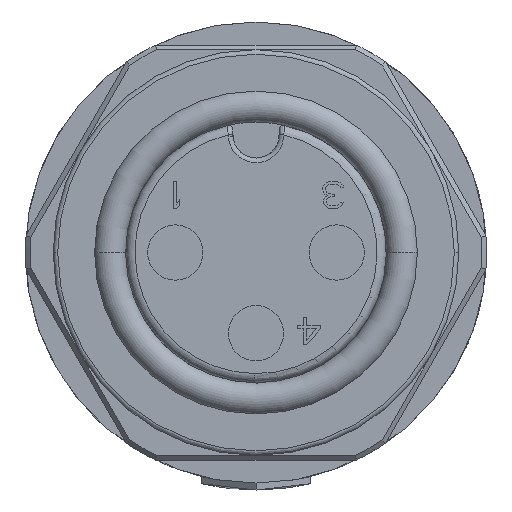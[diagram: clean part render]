
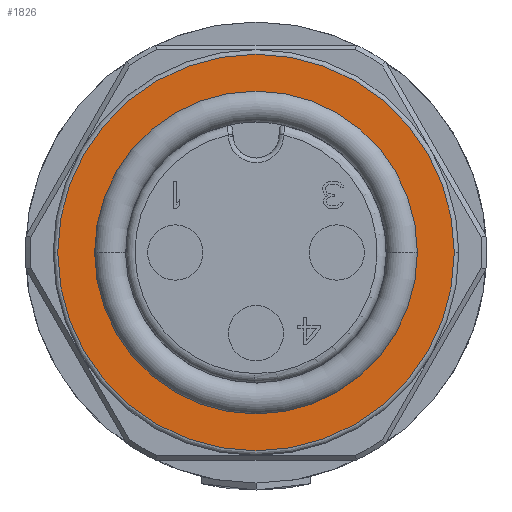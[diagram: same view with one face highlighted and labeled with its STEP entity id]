
A CAD part, front view. The second image highlights one B-rep face of the part: STEP entity #1826.
In plain terms, the highlighted planar face has unit normal (0, -1, 0).
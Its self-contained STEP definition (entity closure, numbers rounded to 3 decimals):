
#1826=ADVANCED_FACE('',(#3968,#3969),#3970,.T.);
#2036=EDGE_CURVE('',#4276,#4282,#4285,.T.);
#2244=EDGE_CURVE('',#4276,#4282,#4591,.T.);
#2246=EDGE_CURVE('',#4593,#4594,#4595,.T.);
#2248=EDGE_CURVE('',#4594,#4593,#4597,.T.);
#3968=FACE_OUTER_BOUND('',#46337,.T.);
#3969=FACE_BOUND('',#46338,.T.);
#3970=PLANE('',#46339);
#4276=VERTEX_POINT('',#46657);
#4282=VERTEX_POINT('',#46666);
#4285=CIRCLE('',#46671,3.5);
#4591=CIRCLE('',#47181,3.5);
#4593=VERTEX_POINT('',#47184);
#4594=VERTEX_POINT('',#47185);
#4595=CIRCLE('',#47186,4.3);
#4597=CIRCLE('',#47189,4.3);
#46337=EDGE_LOOP('',(#51606,#51607));
#46338=EDGE_LOOP('',(#51608,#51609));
#46339=AXIS2_PLACEMENT_3D('',#51610,#51611,#51612);
#46657=CARTESIAN_POINT('',(3.5,-8.3,0.0));
#46666=CARTESIAN_POINT('',(-3.5,-8.3,0.0));
#46671=AXIS2_PLACEMENT_3D('',#52483,#52484,#52485);
#47181=AXIS2_PLACEMENT_3D('',#52715,#52716,#52717);
#47184=CARTESIAN_POINT('',(4.3,-8.3,0.0));
#47185=CARTESIAN_POINT('',(-4.3,-8.3,0.0));
#47186=AXIS2_PLACEMENT_3D('',#52718,#52719,#52720);
#47189=AXIS2_PLACEMENT_3D('',#52721,#52722,#52723);
#51606=ORIENTED_EDGE('',*,*,#2246,.T.);
#51607=ORIENTED_EDGE('',*,*,#2248,.T.);
#51608=ORIENTED_EDGE('',*,*,#2244,.F.);
#51609=ORIENTED_EDGE('',*,*,#2036,.T.);
#51610=CARTESIAN_POINT('',(0.0,-8.3,0.0));
#51611=DIRECTION('',(0.0,-1.0,0.0));
#51612=DIRECTION('',(0.0,0.0,-1.0));
#52483=CARTESIAN_POINT('',(0.0,-8.3,0.0));
#52484=DIRECTION('',(-0.0,1.0,0.0));
#52485=DIRECTION('',(1.0,0.0,0.0));
#52715=CARTESIAN_POINT('',(0.0,-8.3,0.0));
#52716=DIRECTION('',(0.0,-1.0,0.0));
#52717=DIRECTION('',(1.0,0.0,0.0));
#52718=CARTESIAN_POINT('',(0.0,-8.3,0.0));
#52719=DIRECTION('',(0.0,-1.0,0.0));
#52720=DIRECTION('',(1.0,0.0,0.0));
#52721=CARTESIAN_POINT('',(0.0,-8.3,0.0));
#52722=DIRECTION('',(0.0,-1.0,0.0));
#52723=DIRECTION('',(-1.0,0.0,0.0));
